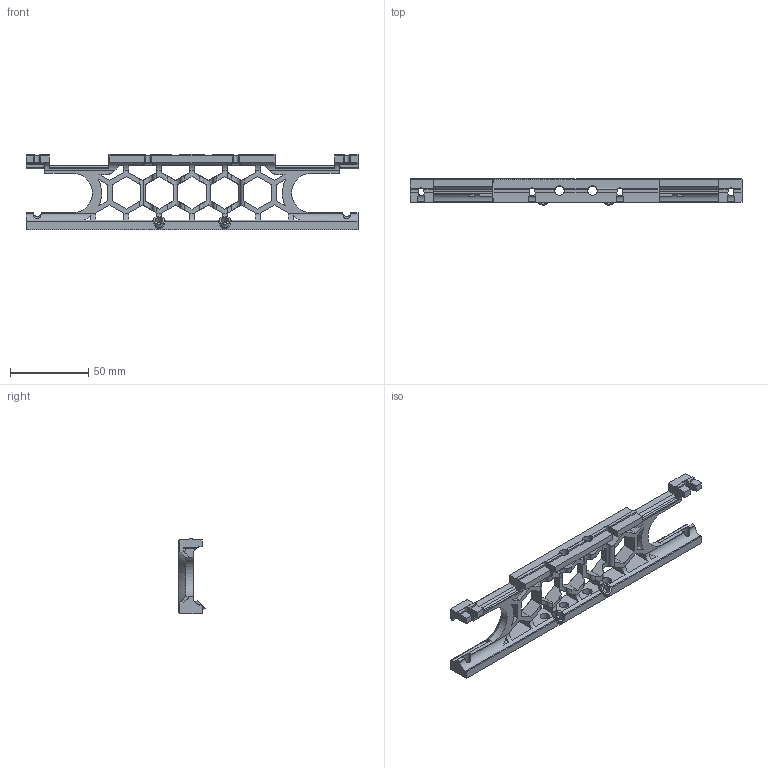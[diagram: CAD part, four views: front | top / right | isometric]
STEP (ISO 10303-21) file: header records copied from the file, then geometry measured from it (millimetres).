
FILE_DESCRIPTION (( 'STEP AP214' ), '1' );
FILE_NAME ('160mm_new_front_rear_skirt.STEP', '2022-05-11T21:15:53', ( '' ), ( '' ), 'SwSTEP 2.0', 'SolidWorks 2022', '' );
FILE_SCHEMA (( 'AUTOMOTIVE_DESIGN' ));
Length unit declared in the file: millimetre
Products named in the file (1): 160mm_new_front_rear_skirt
Bounding box: 212 x 16.75 x 48 mm (x, y, z)
Volume: 45428.9 mm3; surface area: 28068.5 mm2
Topology: 1 solids, 1 shells, 517 faces, 1431 edges, 896 vertices
Faces by surface type: plane 371, cylinder 84, bspline 32, cone 28, sphere 2
Entity records: 17211 total; most frequent: CARTESIAN_POINT 4503, ORIENTED_EDGE 2858, DIRECTION 2375, EDGE_CURVE 1429, LINE 1003, VECTOR 1003, VERTEX_POINT 896, AXIS2_PLACEMENT_3D 686
